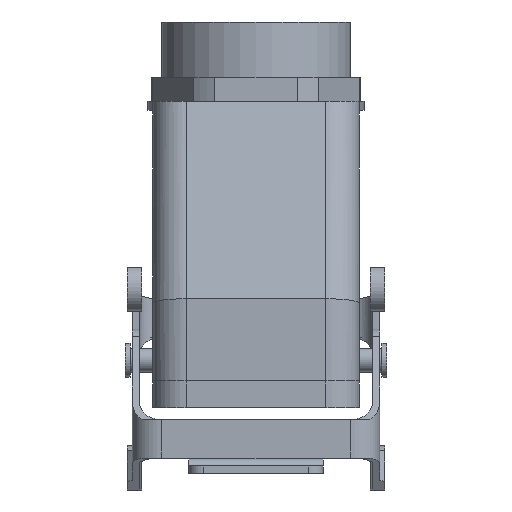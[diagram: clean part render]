
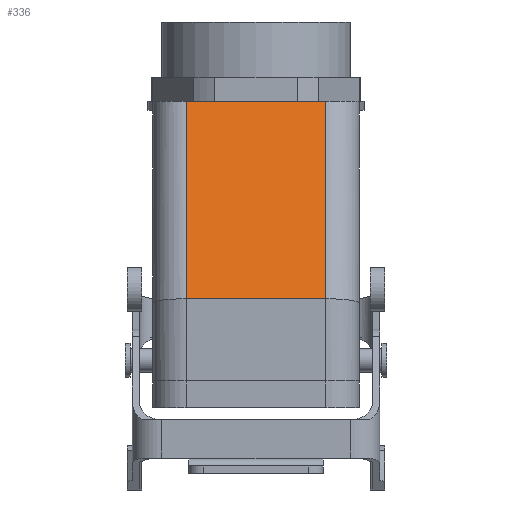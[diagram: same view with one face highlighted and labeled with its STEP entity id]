
A CAD part, left-side view. The second image highlights one B-rep face of the part: STEP entity #336.
In plain terms, the highlighted planar face has unit normal (-0.966, 0, 0.259).
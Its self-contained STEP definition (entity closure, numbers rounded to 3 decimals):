
#336 = ADVANCED_FACE( '', ( #871 ), #872, .T. );
#871 = FACE_OUTER_BOUND( '', #1657, .T. );
#872 = PLANE( '', #1658 );
#1657 = EDGE_LOOP( '', ( #2570, #2571, #2572, #2573 ) );
#1658 = AXIS2_PLACEMENT_3D( '', #2574, #2575, #2576 );
#2570 = ORIENTED_EDGE( '', *, *, #4681, .T. );
#2571 = ORIENTED_EDGE( '', *, *, #4682, .F. );
#2572 = ORIENTED_EDGE( '', *, *, #4683, .F. );
#2573 = ORIENTED_EDGE( '', *, *, #4684, .T. );
#2574 = CARTESIAN_POINT( '', ( -60., -21.5, 19.9 ) );
#2575 = DIRECTION( '', ( -0.966, 0., 0.259 ) );
#2576 = DIRECTION( '', ( 0.259, 0., 0.966 ) );
#4681 = EDGE_CURVE( '', #5597, #5598, #5599, .T. );
#4682 = EDGE_CURVE( '', #5600, #5598, #5601, .T. );
#4683 = EDGE_CURVE( '', #5602, #5600, #5603, .T. );
#4684 = EDGE_CURVE( '', #5602, #5597, #5604, .T. );
#5597 = VERTEX_POINT( '', #6926 );
#5598 = VERTEX_POINT( '', #6927 );
#5599 = LINE( '', #6928, #6929 );
#5600 = VERTEX_POINT( '', #6930 );
#5601 = LINE( '', #6931, #6932 );
#5602 = VERTEX_POINT( '', #6933 );
#5603 = LINE( '', #6934, #6935 );
#5604 = LINE( '', #6936, #6937 );
#6926 = CARTESIAN_POINT( '', ( -60., -14.5, 19.9 ) );
#6927 = CARTESIAN_POINT( '', ( -49., -14.5, 61. ) );
#6928 = CARTESIAN_POINT( '', ( -49., -14.5, 61. ) );
#6929 = VECTOR( '', #8536, 1000. );
#6930 = CARTESIAN_POINT( '', ( -49., 14.5, 61. ) );
#6931 = CARTESIAN_POINT( '', ( -49., 0., 61. ) );
#6932 = VECTOR( '', #8537, 1000. );
#6933 = CARTESIAN_POINT( '', ( -60., 14.5, 19.9 ) );
#6934 = CARTESIAN_POINT( '', ( -49., 14.5, 61. ) );
#6935 = VECTOR( '', #8538, 1000. );
#6936 = CARTESIAN_POINT( '', ( -60., 0., 19.9 ) );
#6937 = VECTOR( '', #8539, 1000. );
#8536 = DIRECTION( '', ( 0.259, 0., 0.966 ) );
#8537 = DIRECTION( '', ( 0., -1., 0. ) );
#8538 = DIRECTION( '', ( 0.259, 0., 0.966 ) );
#8539 = DIRECTION( '', ( 0., -1., 0. ) );
